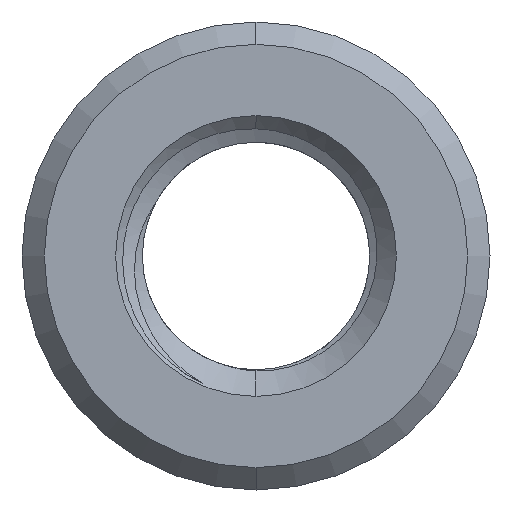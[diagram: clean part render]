
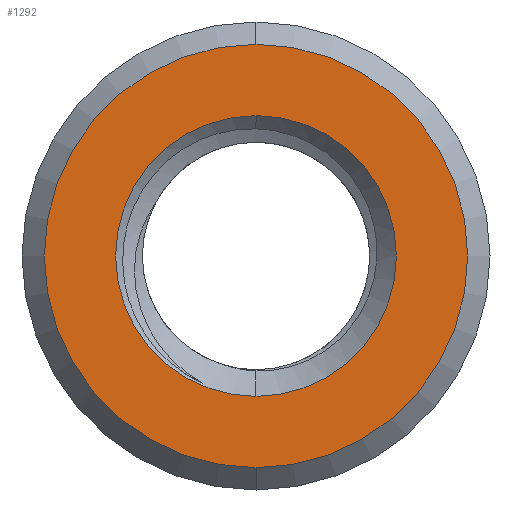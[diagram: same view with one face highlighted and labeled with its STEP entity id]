
A CAD part, left-side view. The second image highlights one B-rep face of the part: STEP entity #1292.
In plain terms, the highlighted planar face has unit normal (-1, 0, 0).
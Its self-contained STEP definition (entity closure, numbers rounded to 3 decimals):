
#15 = CIRCLE ( 'NONE', #988, 9.5 ) ;
#84 = DIRECTION ( 'NONE',  ( 1., 0., 0. ) ) ;
#93 = ORIENTED_EDGE ( 'NONE', *, *, #872, .T. ) ;
#139 = DIRECTION ( 'NONE',  ( -1., 0., 0. ) ) ;
#151 = CARTESIAN_POINT ( 'NONE',  ( 0., 0., 0. ) ) ;
#188 = CARTESIAN_POINT ( 'NONE',  ( 0., 0., 6.3 ) ) ;
#237 = VERTEX_POINT ( 'NONE', #919 ) ;
#249 = CIRCLE ( 'NONE', #1230, 6.3 ) ;
#278 = FACE_OUTER_BOUND ( 'NONE', #1568, .T. ) ;
#313 = DIRECTION ( 'NONE',  ( 1., 0., 0. ) ) ;
#332 = EDGE_CURVE ( 'NONE', #1509, #1447, #249, .T. ) ;
#381 = VERTEX_POINT ( 'NONE', #1548 ) ;
#584 = CARTESIAN_POINT ( 'NONE',  ( 0., 0., 0. ) ) ;
#616 = DIRECTION ( 'NONE',  ( 0., 0., 1. ) ) ;
#666 = DIRECTION ( 'NONE',  ( 0., 0., 1. ) ) ;
#679 = DIRECTION ( 'NONE',  ( -1., 0., 0. ) ) ;
#745 = ORIENTED_EDGE ( 'NONE', *, *, #332, .T. ) ;
#807 = FACE_BOUND ( 'NONE', #1604, .T. ) ;
#842 = DIRECTION ( 'NONE',  ( 0., 0., 1. ) ) ;
#872 = EDGE_CURVE ( 'NONE', #237, #381, #15, .T. ) ;
#919 = CARTESIAN_POINT ( 'NONE',  ( 0., 0., -9.5 ) ) ;
#940 = CIRCLE ( 'NONE', #1159, 6.3 ) ;
#988 = AXIS2_PLACEMENT_3D ( 'NONE', #584, #1115, #1651 ) ;
#1115 = DIRECTION ( 'NONE',  ( -1., 0., 0. ) ) ;
#1121 = ORIENTED_EDGE ( 'NONE', *, *, #1373, .T. ) ;
#1145 = CIRCLE ( 'NONE', #1387, 9.5 ) ;
#1159 = AXIS2_PLACEMENT_3D ( 'NONE', #1508, #313, #842 ) ;
#1204 = EDGE_CURVE ( 'NONE', #381, #237, #1145, .T. ) ;
#1209 = DIRECTION ( 'NONE',  ( 0., 0., 1. ) ) ;
#1230 = AXIS2_PLACEMENT_3D ( 'NONE', #1271, #84, #616 ) ;
#1271 = CARTESIAN_POINT ( 'NONE',  ( 0., 0., 0. ) ) ;
#1292 = ADVANCED_FACE ( 'NONE', ( #278, #807 ), #1342, .T. ) ;
#1328 = CARTESIAN_POINT ( 'NONE',  ( 0., 0., 0. ) ) ;
#1342 = PLANE ( 'NONE',  #1597 ) ;
#1366 = CARTESIAN_POINT ( 'NONE',  ( 0., 0., -6.3 ) ) ;
#1373 = EDGE_CURVE ( 'NONE', #1447, #1509, #940, .T. ) ;
#1387 = AXIS2_PLACEMENT_3D ( 'NONE', #1328, #139, #666 ) ;
#1447 = VERTEX_POINT ( 'NONE', #1366 ) ;
#1508 = CARTESIAN_POINT ( 'NONE',  ( 0., 0., 0. ) ) ;
#1509 = VERTEX_POINT ( 'NONE', #188 ) ;
#1548 = CARTESIAN_POINT ( 'NONE',  ( 0., 0., 9.5 ) ) ;
#1568 = EDGE_LOOP ( 'NONE', ( #93, #1661 ) ) ;
#1597 = AXIS2_PLACEMENT_3D ( 'NONE', #151, #679, #1209 ) ;
#1604 = EDGE_LOOP ( 'NONE', ( #745, #1121 ) ) ;
#1651 = DIRECTION ( 'NONE',  ( 0., 0., 1. ) ) ;
#1661 = ORIENTED_EDGE ( 'NONE', *, *, #1204, .T. ) ;
